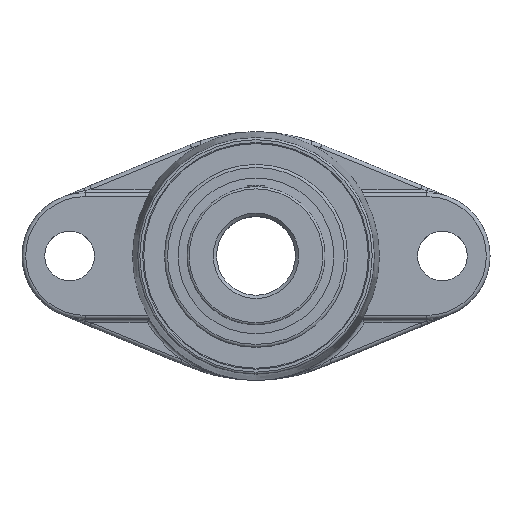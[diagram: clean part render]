
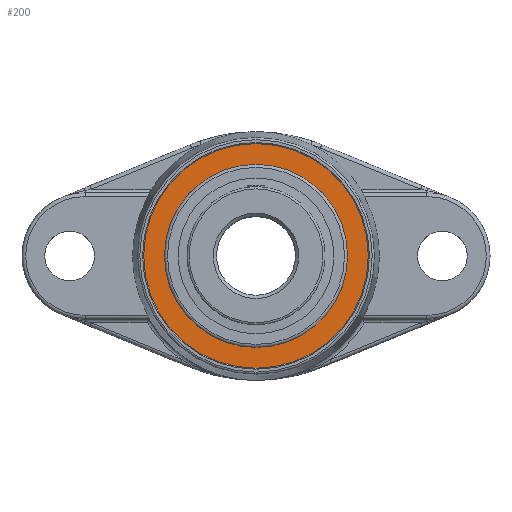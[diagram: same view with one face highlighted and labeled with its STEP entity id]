
A CAD part, top view. The second image highlights one B-rep face of the part: STEP entity #200.
In plain terms, the highlighted planar face has unit normal (0, 0, 1).
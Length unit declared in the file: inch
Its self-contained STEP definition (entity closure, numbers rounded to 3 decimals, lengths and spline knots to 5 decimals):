
#112=CARTESIAN_POINT('',(-1.06791,-0.,0.90551));
#113=VERTEX_POINT('',#112);
#120=CARTESIAN_POINT('',(1.06791,-0.,0.90551));
#121=VERTEX_POINT('',#120);
#122=CARTESIAN_POINT('',(0.,-0.,0.90551));
#123=DIRECTION('',(0.,0.,1.));
#124=DIRECTION('',(1.,0.,-0.));
#125=AXIS2_PLACEMENT_3D('',#122,#123,#124);
#126=CIRCLE('',#125,1.06791);
#127=EDGE_CURVE('',#121,#113,#126,.T.);
#129=CARTESIAN_POINT('',(0.,-0.,0.90551));
#130=DIRECTION('',(0.,0.,1.));
#131=DIRECTION('',(1.,0.,-0.));
#132=AXIS2_PLACEMENT_3D('',#129,#130,#131);
#133=CIRCLE('',#132,1.06791);
#134=EDGE_CURVE('',#113,#121,#133,.T.);
#171=CARTESIAN_POINT('',(0.,-0.,0.90551));
#172=DIRECTION('',(0.,0.,1.));
#173=DIRECTION('',(1.,0.,0.));
#174=AXIS2_PLACEMENT_3D('',#171,#172,#173);
#175=PLANE('',#174);
#176=CARTESIAN_POINT('',(-0.86973,0.,0.90551));
#177=VERTEX_POINT('',#176);
#178=CARTESIAN_POINT('',(-0.,0.86973,0.90551));
#179=VERTEX_POINT('',#178);
#180=CARTESIAN_POINT('',(0.,0.,0.90551));
#181=DIRECTION('',(0.,0.,1.));
#182=DIRECTION('',(0.,-1.,0.));
#183=AXIS2_PLACEMENT_3D('',#180,#181,#182);
#184=CIRCLE('',#183,0.86973);
#185=EDGE_CURVE('',#177,#179,#184,.T.);
#186=ORIENTED_EDGE('',*,*,#185,.F.);
#187=CARTESIAN_POINT('',(0.,0.,0.90551));
#188=DIRECTION('',(0.,0.,1.));
#189=DIRECTION('',(0.,-1.,0.));
#190=AXIS2_PLACEMENT_3D('',#187,#188,#189);
#191=CIRCLE('',#190,0.86973);
#192=EDGE_CURVE('',#179,#177,#191,.T.);
#193=ORIENTED_EDGE('',*,*,#192,.F.);
#194=EDGE_LOOP('',(#186,#193));
#195=FACE_BOUND('',#194,.T.);
#196=ORIENTED_EDGE('',*,*,#127,.T.);
#197=ORIENTED_EDGE('',*,*,#134,.T.);
#198=EDGE_LOOP('',(#196,#197));
#199=FACE_BOUND('',#198,.T.);
#200=ADVANCED_FACE('',(#195,#199),#175,.T.);
